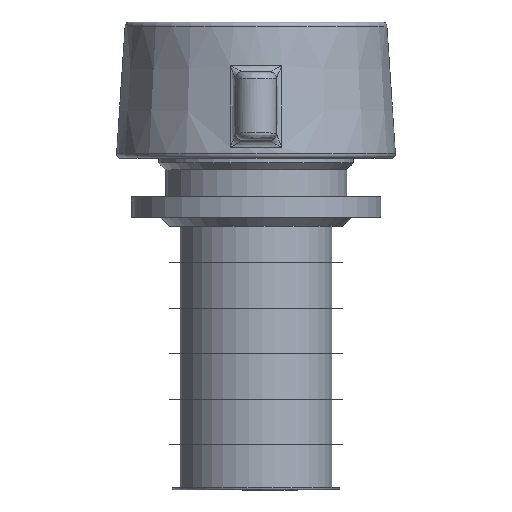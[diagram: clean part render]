
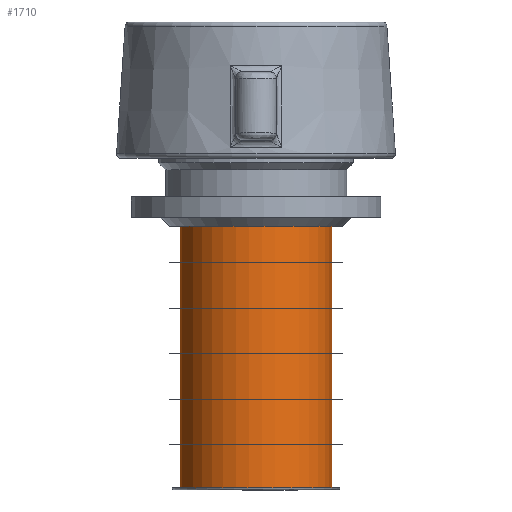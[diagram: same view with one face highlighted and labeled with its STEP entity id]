
A CAD part, front view. The second image highlights one B-rep face of the part: STEP entity #1710.
In plain terms, the highlighted cylindrical face has radius 33.5 mm (diameter 67 mm), a full revolution.
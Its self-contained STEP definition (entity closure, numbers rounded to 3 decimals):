
#167=CYLINDRICAL_SURFACE('',#1896,33.5);
#238=FACE_OUTER_BOUND('',#349,.T.);
#349=EDGE_LOOP('',(#1335,#1336,#1337,#1338,#1339,#1340));
#428=LINE('',#3955,#475);
#475=VECTOR('',#2292,33.5);
#565=CIRCLE('',#1894,33.5);
#566=CIRCLE('',#1895,33.5);
#567=CIRCLE('',#1897,33.5);
#568=CIRCLE('',#1898,33.5);
#731=VERTEX_POINT('',#3945);
#732=VERTEX_POINT('',#3947);
#733=VERTEX_POINT('',#3951);
#734=VERTEX_POINT('',#3952);
#947=EDGE_CURVE('',#732,#731,#565,.T.);
#948=EDGE_CURVE('',#731,#732,#566,.T.);
#949=EDGE_CURVE('',#733,#734,#567,.T.);
#950=EDGE_CURVE('',#734,#733,#568,.T.);
#951=EDGE_CURVE('',#734,#732,#428,.T.);
#1335=ORIENTED_EDGE('',*,*,#949,.F.);
#1336=ORIENTED_EDGE('',*,*,#950,.F.);
#1337=ORIENTED_EDGE('',*,*,#951,.T.);
#1338=ORIENTED_EDGE('',*,*,#947,.T.);
#1339=ORIENTED_EDGE('',*,*,#948,.T.);
#1340=ORIENTED_EDGE('',*,*,#951,.F.);
#1710=ADVANCED_FACE('',(#238),#167,.F.);
#1894=AXIS2_PLACEMENT_3D('',#3948,#2282,#2283);
#1895=AXIS2_PLACEMENT_3D('',#3949,#2284,#2285);
#1896=AXIS2_PLACEMENT_3D('',#3950,#2286,#2287);
#1897=AXIS2_PLACEMENT_3D('',#3953,#2288,#2289);
#1898=AXIS2_PLACEMENT_3D('',#3954,#2290,#2291);
#2282=DIRECTION('center_axis',(0.,0.,
1.));
#2283=DIRECTION('ref_axis',(-0.995,0.095,0.));
#2284=DIRECTION('center_axis',(0.,0.,
1.));
#2285=DIRECTION('ref_axis',(-0.995,0.095,0.));
#2286=DIRECTION('center_axis',(0.,0.,
-1.));
#2287=DIRECTION('ref_axis',(-0.995,0.095,0.));
#2288=DIRECTION('center_axis',(0.,0.,
1.));
#2289=DIRECTION('ref_axis',(-0.995,0.095,0.));
#2290=DIRECTION('center_axis',(0.,0.,
1.));
#2291=DIRECTION('ref_axis',(-0.995,0.095,0.));
#2292=DIRECTION('',(0.,0.,1.));
#3945=CARTESIAN_POINT('',(219.149,120.995,42.276));
#3947=CARTESIAN_POINT('',(285.847,114.642,42.276));
#3948=CARTESIAN_POINT('Origin',(252.498,117.818,42.276));
#3949=CARTESIAN_POINT('Origin',(252.498,117.818,42.276));
#3950=CARTESIAN_POINT('Origin',(252.498,117.818,96.976));
#3951=CARTESIAN_POINT('',(219.149,120.995,-137.394));
#3952=CARTESIAN_POINT('',(285.847,114.642,-137.394));
#3953=CARTESIAN_POINT('Origin',(252.498,117.818,-137.394));
#3954=CARTESIAN_POINT('Origin',(252.498,117.818,-137.394));
#3955=CARTESIAN_POINT('',(285.847,114.642,96.976));
